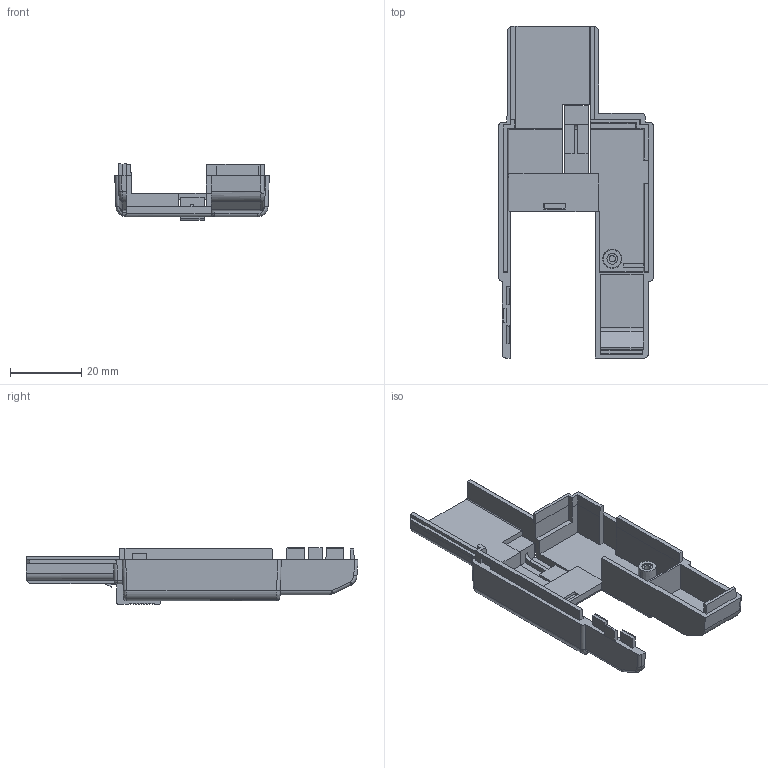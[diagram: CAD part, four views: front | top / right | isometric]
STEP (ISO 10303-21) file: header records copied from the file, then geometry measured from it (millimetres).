
FILE_DESCRIPTION((''),'2;1');
FILE_NAME('','2024-11-10T',(''),(''),'PRO/ENGINEER BY PARAMETRIC TECHNOLOGY CORPORATION, 2003250','PRO/ENGINEER BY PARAMETRIC TECHNOLOGY CORPORATION, 2003250','');
FILE_SCHEMA(('CONFIG_CONTROL_DESIGN'));
Length unit declared in the file: millimetre
Bounding box: 43.41 x 93.25 x 16 mm (x, y, z)
Volume: 9110.8 mm3; surface area: 11737.5 mm2
Topology: 1 solids, 1 shells, 333 faces, 924 edges, 598 vertices
Faces by surface type: plane 270, cylinder 44, bspline 9, extrusion 4, sphere 4, cone 2
Entity records: 10920 total; most frequent: CARTESIAN_POINT 2456, ORIENTED_EDGE 1848, DIRECTION 1587, EDGE_CURVE 924, VECTOR 805, LINE 801, VERTEX_POINT 598, AXIS2_PLACEMENT_3D 391
